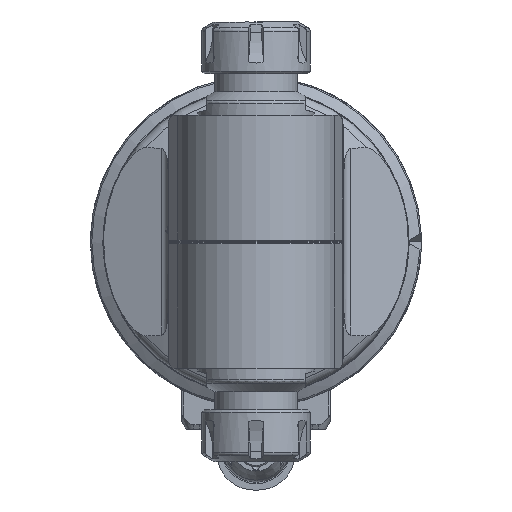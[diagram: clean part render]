
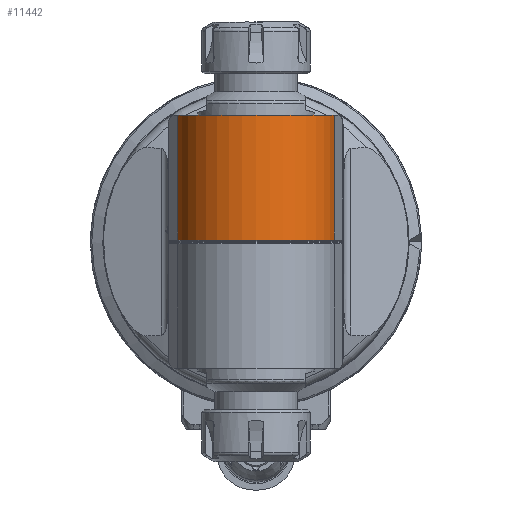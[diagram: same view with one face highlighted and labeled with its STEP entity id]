
A CAD part, front view. The second image highlights one B-rep face of the part: STEP entity #11442.
In plain terms, the highlighted cylindrical face has radius 31 mm (diameter 62 mm), a partial arc.
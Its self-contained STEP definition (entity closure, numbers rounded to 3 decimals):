
#502=CYLINDRICAL_SURFACE('',#12297,31.);
#984=CIRCLE('',#12295,31.);
#986=CIRCLE('',#12298,31.);
#1618=FACE_OUTER_BOUND('',#2344,.T.);
#2344=EDGE_LOOP('',(#7906,#7907,#7908,#7909));
#3146=LINE('',#18035,#3899);
#3147=LINE('',#18038,#3900);
#3899=VECTOR('',#13940,48.334);
#3900=VECTOR('',#13943,48.334);
#4744=VERTEX_POINT('',#17982);
#4745=VERTEX_POINT('',#17983);
#4758=VERTEX_POINT('',#18034);
#4759=VERTEX_POINT('',#18036);
#5959=EDGE_CURVE('',#4744,#4745,#984,.T.);
#5974=EDGE_CURVE('',#4744,#4758,#3146,.T.);
#5975=EDGE_CURVE('',#4759,#4758,#986,.T.);
#5976=EDGE_CURVE('',#4759,#4745,#3147,.T.);
#7906=ORIENTED_EDGE('',*,*,#5974,.T.);
#7907=ORIENTED_EDGE('',*,*,#5975,.F.);
#7908=ORIENTED_EDGE('',*,*,#5976,.T.);
#7909=ORIENTED_EDGE('',*,*,#5959,.F.);
#11442=ADVANCED_FACE('',(#1618),#502,.T.);
#12295=AXIS2_PLACEMENT_3D('',#17984,#13932,#13933);
#12297=AXIS2_PLACEMENT_3D('',#18033,#13938,#13939);
#12298=AXIS2_PLACEMENT_3D('',#18037,#13941,#13942);
#13932=DIRECTION('center_axis',(0.,-1.,0.));
#13933=DIRECTION('ref_axis',(0.208,0.,-0.978));
#13938=DIRECTION('center_axis',(0.,1.,0.));
#13939=DIRECTION('ref_axis',(1.,0.,0.));
#13940=DIRECTION('',(0.,1.,0.));
#13941=DIRECTION('center_axis',(0.,1.,0.));
#13942=DIRECTION('ref_axis',(1.,0.,0.));
#13943=DIRECTION('',(0.,-1.,0.));
#17982=CARTESIAN_POINT('',(284.508,-49.,-30.323));
#17983=CARTESIAN_POINT('',(284.508,-49.,30.323));
#17984=CARTESIAN_POINT('Origin',(278.063,-49.,0.));
#18033=CARTESIAN_POINT('Origin',(278.063,49.,0.));
#18034=CARTESIAN_POINT('',(284.508,-0.666,-30.323));
#18035=CARTESIAN_POINT('',(284.508,-49.,-30.323));
#18036=CARTESIAN_POINT('',(284.508,-0.666,30.323));
#18037=CARTESIAN_POINT('Origin',(278.063,-0.666,0.));
#18038=CARTESIAN_POINT('',(284.508,-0.666,30.323));
